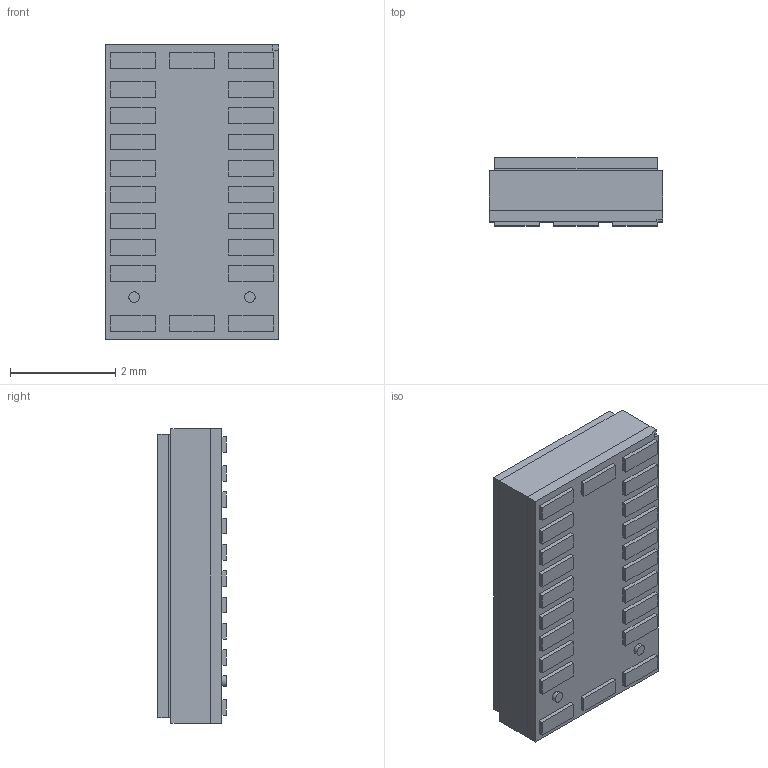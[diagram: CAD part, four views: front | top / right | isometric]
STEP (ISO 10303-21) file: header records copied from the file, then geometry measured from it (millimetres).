
FILE_DESCRIPTION (( 'STEP AP214' ), '1' );
FILE_NAME ('MAX86150EFF+.STEP', '2023-07-10T09:09:55', ( 'USER' ), ( '' ), 'SwSTEP 2.0', 'SolidWorks 2016', '' );
FILE_SCHEMA (( 'AUTOMOTIVE_DESIGN' ));
Length unit declared in the file: millimetre
Products named in the file (1): MAX86150EFF+
Bounding box: 3.3 x 1.3 x 5.6 mm (x, y, z)
Volume: 22.4 mm3; surface area: 200 mm2
Topology: 28 solids, 30 shells, 306 faces, 663 edges, 442 vertices
Faces by surface type: plane 288, cylinder 18
Entity records: 9897 total; most frequent: CARTESIAN_POINT 1412, ORIENTED_EDGE 1326, DIRECTION 1313, EDGE_CURVE 663, LINE 627, VECTOR 627, VERTEX_POINT 442, AXIS2_PLACEMENT_3D 343
